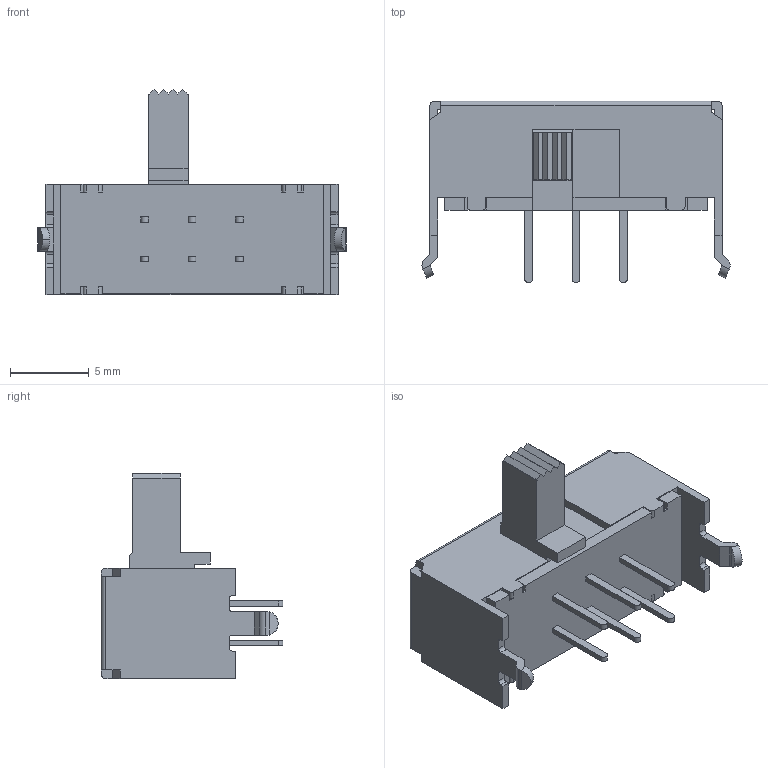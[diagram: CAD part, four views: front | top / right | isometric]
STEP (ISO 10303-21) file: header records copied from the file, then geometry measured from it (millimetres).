
FILE_DESCRIPTION (( 'STEP AP214' ), '1' );
FILE_NAME ('SSSU121700 REV 2.STEP', '2022-12-13T05:55:01', ( '' ), ( '' ), 'SwSTEP 2.0', 'SolidWorks 2021', '' );
FILE_SCHEMA (( 'AUTOMOTIVE_DESIGN' ));
Length unit declared in the file: millimetre
Products named in the file (1): SSSU121700 REV 2
Bounding box: 19.5 x 11.5 x 13 mm (x, y, z)
Volume: 945 mm3; surface area: 842.1 mm2
Topology: 1 solids, 1 shells, 174 faces, 498 edges, 328 vertices
Faces by surface type: plane 139, cylinder 35
Entity records: 6498 total; most frequent: CARTESIAN_POINT 1001, ORIENTED_EDGE 996, DIRECTION 922, EDGE_CURVE 498, LINE 424, VECTOR 424, VERTEX_POINT 328, AXIS2_PLACEMENT_3D 249
